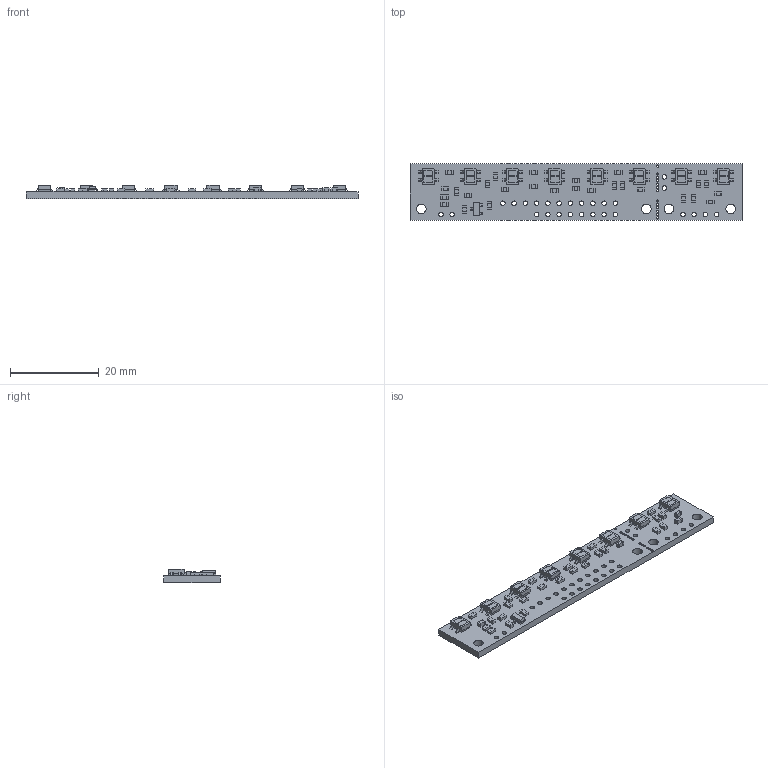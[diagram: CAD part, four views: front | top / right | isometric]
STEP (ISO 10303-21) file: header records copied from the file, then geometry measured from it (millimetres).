
FILE_DESCRIPTION (( 'STEP AP214' ), '1' );
FILE_NAME ('qtr-8a-reflectance-sensor-array.step', '2017-05-22T23:21:45', ( '' ), ( '' ), 'SwSTEP 2.0', 'SolidWorks 2016', '' );
FILE_SCHEMA (( 'AUTOMOTIVE_DESIGN' ));
Length unit declared in the file: millimetre
Products named in the file (1): qtr-8a-reflectance-sensor-array
Bounding box: 74.93 x 12.7 x 3.07 mm (x, y, z)
Volume: 1590.1 mm3; surface area: 2634.1 mm2
Topology: 1 solids, 1 shells, 1031 faces, 3097 edges, 2124 vertices
Faces by surface type: plane 795, cylinder 236
Entity records: 46463 total; most frequent: CARTESIAN_POINT 7770, ORIENTED_EDGE 6194, DIRECTION 5267, EDGE_CURVE 3097, VECTOR 2291, LINE 2291, VERTEX_POINT 2124, AXIS2_PLACEMENT_3D 1488
